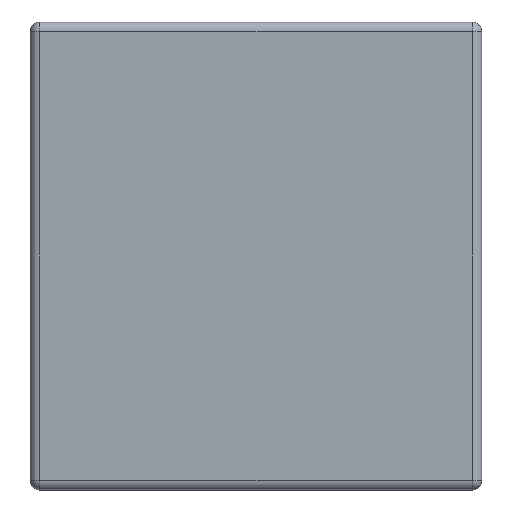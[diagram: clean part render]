
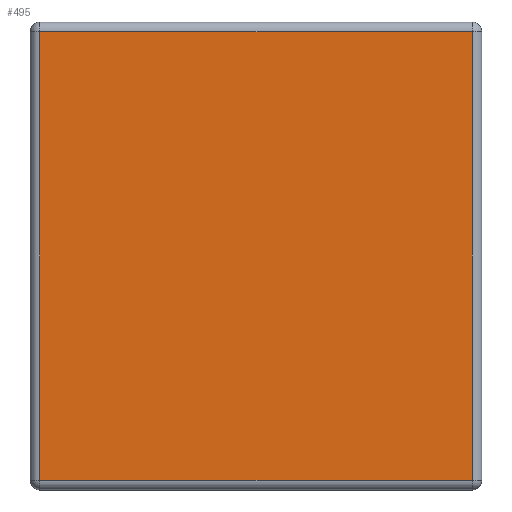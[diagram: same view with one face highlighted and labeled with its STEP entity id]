
A CAD part, left-side view. The second image highlights one B-rep face of the part: STEP entity #495.
In plain terms, the highlighted planar face has unit normal (-1, 0, 0).
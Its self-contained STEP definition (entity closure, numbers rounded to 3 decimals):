
#5 = VECTOR ( 'NONE', #378, 1000. ) ;
#34 = CARTESIAN_POINT ( 'NONE',  ( 0., 2.74, -2.84 ) ) ;
#192 = EDGE_CURVE ( 'NONE', #3591, #4553, #4364, .T. ) ;
#220 = DIRECTION ( 'NONE',  ( -1., 0., 0. ) ) ;
#376 = LINE ( 'NONE', #2121, #1152 ) ;
#378 = DIRECTION ( 'NONE',  ( 0., 0., -1. ) ) ;
#495 = ADVANCED_FACE ( 'NONE', ( #3921 ), #4270, .T. ) ;
#581 = CARTESIAN_POINT ( 'NONE',  ( 0., 0., 0. ) ) ;
#601 = DIRECTION ( 'NONE',  ( 0., 0., 1. ) ) ;
#752 = VERTEX_POINT ( 'NONE', #2815 ) ;
#1152 = VECTOR ( 'NONE', #2511, 1000. ) ;
#1711 = DIRECTION ( 'NONE',  ( 0., 0., 1. ) ) ;
#1752 = EDGE_CURVE ( 'NONE', #4585, #752, #376, .T. ) ;
#1907 = ORIENTED_EDGE ( 'NONE', *, *, #1752, .T. ) ;
#2121 = CARTESIAN_POINT ( 'NONE',  ( 0., 0., -2.84 ) ) ;
#2242 = ORIENTED_EDGE ( 'NONE', *, *, #3322, .T. ) ;
#2511 = DIRECTION ( 'NONE',  ( 0., -1., 0. ) ) ;
#2585 = CARTESIAN_POINT ( 'NONE',  ( 0., 2.74, -2.9 ) ) ;
#2601 = ORIENTED_EDGE ( 'NONE', *, *, #192, .T. ) ;
#2815 = CARTESIAN_POINT ( 'NONE',  ( 0., 0.06, -2.84 ) ) ;
#2828 = EDGE_LOOP ( 'NONE', ( #1907, #2242, #2601, #3872 ) ) ;
#3319 = VECTOR ( 'NONE', #1711, 1000. ) ;
#3322 = EDGE_CURVE ( 'NONE', #752, #3591, #4239, .T. ) ;
#3336 = DIRECTION ( 'NONE',  ( 0., 1., 0. ) ) ;
#3543 = CARTESIAN_POINT ( 'NONE',  ( 0., 0.06, 0. ) ) ;
#3591 = VERTEX_POINT ( 'NONE', #4160 ) ;
#3608 = CARTESIAN_POINT ( 'NONE',  ( 0., 2.8, -0.06 ) ) ;
#3872 = ORIENTED_EDGE ( 'NONE', *, *, #4249, .T. ) ;
#3921 = FACE_OUTER_BOUND ( 'NONE', #2828, .T. ) ;
#4035 = LINE ( 'NONE', #2585, #5 ) ;
#4160 = CARTESIAN_POINT ( 'NONE',  ( 0., 0.06, -0.06 ) ) ;
#4210 = CARTESIAN_POINT ( 'NONE',  ( 0., 2.74, -0.06 ) ) ;
#4239 = LINE ( 'NONE', #3543, #3319 ) ;
#4249 = EDGE_CURVE ( 'NONE', #4553, #4585, #4035, .T. ) ;
#4270 = PLANE ( 'NONE',  #4674 ) ;
#4282 = VECTOR ( 'NONE', #3336, 1000. ) ;
#4364 = LINE ( 'NONE', #3608, #4282 ) ;
#4553 = VERTEX_POINT ( 'NONE', #4210 ) ;
#4585 = VERTEX_POINT ( 'NONE', #34 ) ;
#4674 = AXIS2_PLACEMENT_3D ( 'NONE', #581, #220, #601 ) ;
